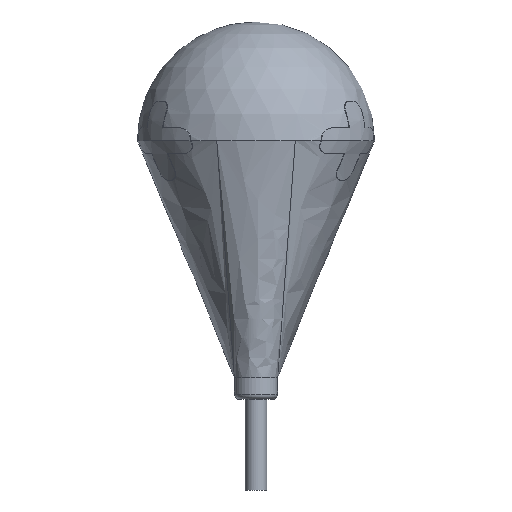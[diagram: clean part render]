
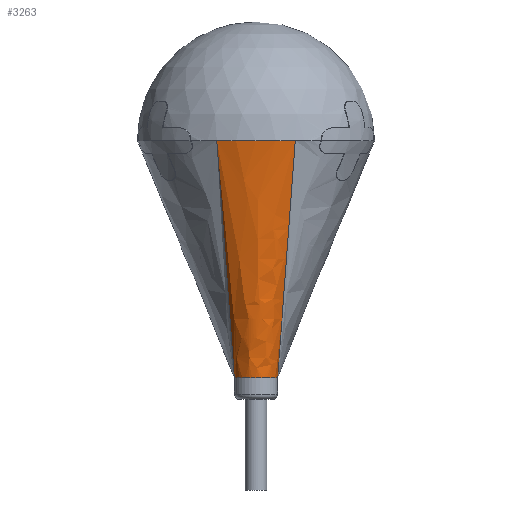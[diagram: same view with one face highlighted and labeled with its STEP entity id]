
A CAD part, left-side view. The second image highlights one B-rep face of the part: STEP entity #3263.
In plain terms, the highlighted free-form (B-spline) face has degree [9, 1] with [10, 2] control points.
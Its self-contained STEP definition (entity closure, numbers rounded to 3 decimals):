
#28=DIRECTION('',(0.,0.,-1.));
#29=DIRECTION('',(0.,1.,0.));
#897=DIRECTION('',(0.,-1.,0.));
#1955=CIRCLE('',#1956,2.75);
#1956=AXIS2_PLACEMENT_3D('',#1957,#28,#29);
#1957=CARTESIAN_POINT('',(1.25,0.,6.1));
#1968=VERTEX_POINT('',#1969);
#1969=CARTESIAN_POINT('',(-1.345,0.91,6.1));
#1970=ORIENTED_EDGE('',*,*,#1971,.F.);
#1971=EDGE_CURVE('',#1972,#1968,#1955,.T.);
#1972=VERTEX_POINT('',#1973);
#1973=CARTESIAN_POINT('',(-1.345,-0.91,6.1));
#2117=EDGE_CURVE('',#2118,#1968,#2120,.T.);
#2118=VERTEX_POINT('',#2119);
#2119=CARTESIAN_POINT('',(-0.175,0.5,0.6));
#2120=B_SPLINE_CURVE_WITH_KNOTS('',1,(#2119,#1969),.UNSPECIFIED.,.F.,.F.,(2,2),(0.,1.),.PIECEWISE_BEZIER_KNOTS.);
#2209=VERTEX_POINT('',#2210);
#2210=CARTESIAN_POINT('',(-0.175,-0.5,0.6));
#2214=EDGE_CURVE('',#2209,#1972,#2215,.T.);
#2215=B_SPLINE_CURVE_WITH_KNOTS('',1,(#2210,#1973),.UNSPECIFIED.,.F.,.F.,(2,2),(0.,1.),.PIECEWISE_BEZIER_KNOTS.);
#3263=ADVANCED_FACE('',(#3264),#3273,.F.);
#3264=FACE_BOUND('',#3265,.F.);
#3265=EDGE_LOOP('',(#3266,#3271,#1970,#3272));
#3266=ORIENTED_EDGE('',*,*,#3267,.T.);
#3267=EDGE_CURVE('',#2209,#2118,#3268,.T.);
#3268=CIRCLE('',#3269,0.5);
#3269=AXIS2_PLACEMENT_3D('',#3270,#28,#897);
#3270=CARTESIAN_POINT('',(-0.175,0.,0.6));
#3271=ORIENTED_EDGE('',*,*,#2117,.T.);
#3272=ORIENTED_EDGE('',*,*,#2214,.F.);
#3273=B_SPLINE_SURFACE_WITH_KNOTS('',9,1,((#2210,#1973),(#3274,#3275),(#3276,#3277),(#3278,#3279),(#3280,#3281),(#3282,#3283),(#3284,#3285),(#3286,#3287),(#3288,#3289),(#2119,#1969)),.UNSPECIFIED.,.F.,.F.,.F.,(10,10),(2,2),(0.,3.142),(0.,1.),.PIECEWISE_BEZIER_KNOTS.);
#3274=CARTESIAN_POINT('',(-0.35,-0.5,0.6));
#3275=CARTESIAN_POINT('',(-1.413,-0.716,6.1));
#3276=CARTESIAN_POINT('',(-0.524,-0.431,0.6));
#3277=CARTESIAN_POINT('',(-1.465,-0.516,6.1));
#3278=CARTESIAN_POINT('',(-0.668,-0.294,0.6));
#3279=CARTESIAN_POINT('',(-1.5,-0.311,6.1));
#3280=CARTESIAN_POINT('',(-0.75,-0.105,0.6));
#3281=CARTESIAN_POINT('',(-1.517,-0.104,6.1));
#3282=CARTESIAN_POINT('',(-0.75,0.105,0.6));
#3283=CARTESIAN_POINT('',(-1.517,0.104,6.1));
#3284=CARTESIAN_POINT('',(-0.668,0.294,0.6));
#3285=CARTESIAN_POINT('',(-1.5,0.311,6.1));
#3286=CARTESIAN_POINT('',(-0.524,0.431,0.6));
#3287=CARTESIAN_POINT('',(-1.465,0.516,6.1));
#3288=CARTESIAN_POINT('',(-0.35,0.5,0.6));
#3289=CARTESIAN_POINT('',(-1.413,0.716,6.1));
